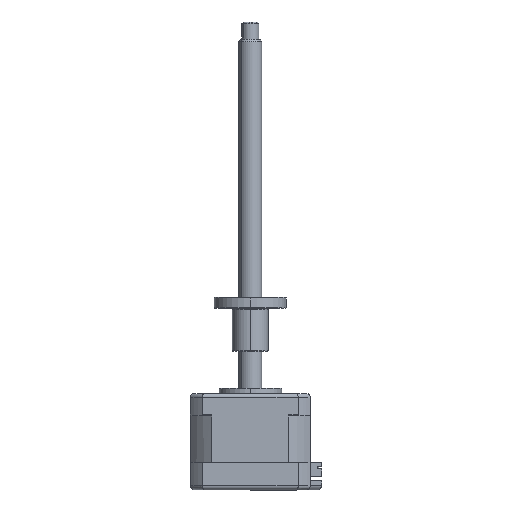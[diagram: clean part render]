
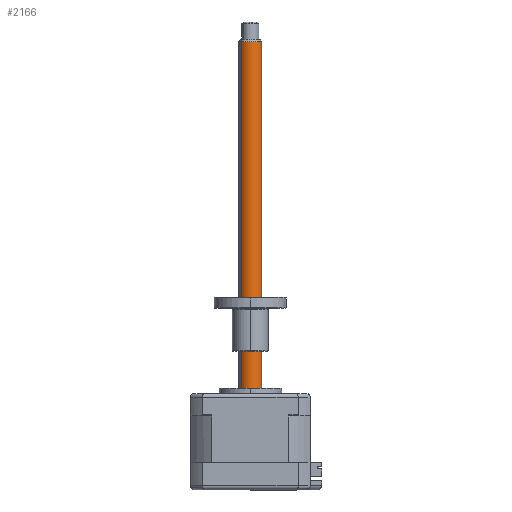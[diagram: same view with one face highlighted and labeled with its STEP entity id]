
A CAD part, top view. The second image highlights one B-rep face of the part: STEP entity #2166.
In plain terms, the highlighted cylindrical face has radius 4 mm (diameter 8 mm), a partial arc.
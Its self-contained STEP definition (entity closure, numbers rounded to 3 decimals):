
#260 = VECTOR ( 'NONE', #4293, 1000. ) ;
#359 = CARTESIAN_POINT ( 'NONE',  ( -17.581, 122.092, 33.35 ) ) ;
#531 = VERTEX_POINT ( 'NONE', #5324 ) ;
#536 = LINE ( 'NONE', #3403, #260 ) ;
#740 = CARTESIAN_POINT ( 'NONE',  ( -17.581, -2.908, 33.35 ) ) ;
#810 = CARTESIAN_POINT ( 'NONE',  ( -17.581, 121.092, 33.35 ) ) ;
#1220 = EDGE_LOOP ( 'NONE', ( #10284, #11033, #4129, #3917 ) ) ;
#1324 = VERTEX_POINT ( 'NONE', #10745 ) ;
#1601 = DIRECTION ( 'NONE',  ( 0.808, 0., -0.589 ) ) ;
#1679 = DIRECTION ( 'NONE',  ( -0.808, 0., 0.589 ) ) ;
#1748 = CARTESIAN_POINT ( 'NONE',  ( -20.813, 121.092, 35.708 ) ) ;
#2166 = ADVANCED_FACE ( 'NONE', ( #11151 ), #6383, .T. ) ;
#2588 = CIRCLE ( 'NONE', #2719, 4. ) ;
#2719 = AXIS2_PLACEMENT_3D ( 'NONE', #810, #6971, #1679 ) ;
#2878 = LINE ( 'NONE', #8642, #5229 ) ;
#3334 = DIRECTION ( 'NONE',  ( 0., -1., 0. ) ) ;
#3403 = CARTESIAN_POINT ( 'NONE',  ( -20.813, 122.092, 35.708 ) ) ;
#3917 = ORIENTED_EDGE ( 'NONE', *, *, #5810, .F. ) ;
#4129 = ORIENTED_EDGE ( 'NONE', *, *, #5822, .F. ) ;
#4293 = DIRECTION ( 'NONE',  ( 0., -1., 0. ) ) ;
#5229 = VECTOR ( 'NONE', #3334, 1000. ) ;
#5324 = CARTESIAN_POINT ( 'NONE',  ( -14.35, 121.092, 30.992 ) ) ;
#5810 = EDGE_CURVE ( 'NONE', #531, #1324, #2878, .T. ) ;
#5822 = EDGE_CURVE ( 'NONE', #1324, #6524, #9922, .T. ) ;
#5860 = EDGE_CURVE ( 'NONE', #6773, #6524, #536, .T. ) ;
#5895 = EDGE_CURVE ( 'NONE', #531, #6773, #2588, .T. ) ;
#5939 = AXIS2_PLACEMENT_3D ( 'NONE', #359, #10981, #6522 ) ;
#6383 = CYLINDRICAL_SURFACE ( 'NONE', #5939, 4. ) ;
#6522 = DIRECTION ( 'NONE',  ( 0.808, 0., -0.589 ) ) ;
#6524 = VERTEX_POINT ( 'NONE', #11104 ) ;
#6773 = VERTEX_POINT ( 'NONE', #1748 ) ;
#6901 = DIRECTION ( 'NONE',  ( 0., -1., 0. ) ) ;
#6971 = DIRECTION ( 'NONE',  ( 0., -1., 0. ) ) ;
#8642 = CARTESIAN_POINT ( 'NONE',  ( -14.35, 122.092, 30.992 ) ) ;
#9922 = CIRCLE ( 'NONE', #11304, 4. ) ;
#10284 = ORIENTED_EDGE ( 'NONE', *, *, #5895, .T. ) ;
#10745 = CARTESIAN_POINT ( 'NONE',  ( -14.35, -2.908, 30.992 ) ) ;
#10981 = DIRECTION ( 'NONE',  ( 0., -1., 0. ) ) ;
#11033 = ORIENTED_EDGE ( 'NONE', *, *, #5860, .T. ) ;
#11104 = CARTESIAN_POINT ( 'NONE',  ( -20.813, -2.908, 35.708 ) ) ;
#11151 = FACE_OUTER_BOUND ( 'NONE', #1220, .T. ) ;
#11304 = AXIS2_PLACEMENT_3D ( 'NONE', #740, #6901, #1601 ) ;
